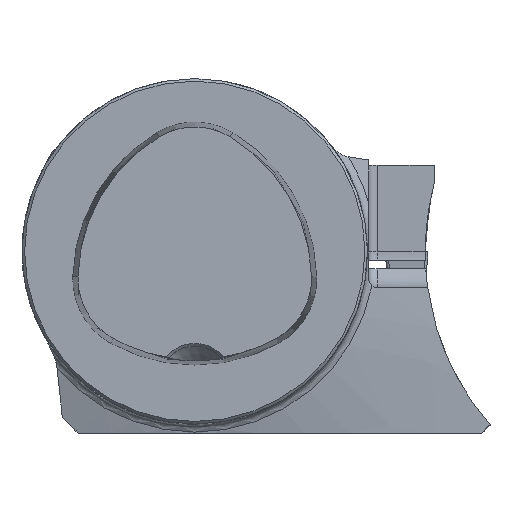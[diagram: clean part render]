
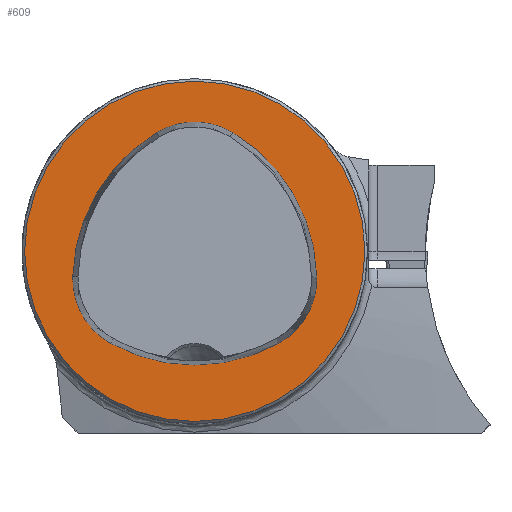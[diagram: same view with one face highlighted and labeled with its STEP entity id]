
A CAD part, top view. The second image highlights one B-rep face of the part: STEP entity #609.
In plain terms, the highlighted planar face has unit normal (0, 0, 1).
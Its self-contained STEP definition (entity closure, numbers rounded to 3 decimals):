
#110=FACE_BOUND('',#850,.T.);
#111=FACE_BOUND('',#851,.T.);
#189=PLANE('',#2328);
#609=ADVANCED_FACE('CU_FL_N1_SU_1',(#110,#111),#189,.T.);
#850=EDGE_LOOP('',(#1212,#1213,#1214,#1215,#1216,#1217));
#851=EDGE_LOOP('',(#1218));
#954=CIRCLE('',#2319,20.063);
#956=CIRCLE('',#2322,20.063);
#957=CIRCLE('',#2323,8.563);
#958=CIRCLE('',#2324,8.563);
#959=CIRCLE('',#2325,20.063);
#960=CIRCLE('',#2326,8.563);
#961=CIRCLE('',#2327,19.7);
#1212=ORIENTED_EDGE('',*,*,#1981,.F.);
#1213=ORIENTED_EDGE('',*,*,#1982,.F.);
#1214=ORIENTED_EDGE('',*,*,#1974,.F.);
#1215=ORIENTED_EDGE('',*,*,#1983,.F.);
#1216=ORIENTED_EDGE('',*,*,#1984,.F.);
#1217=ORIENTED_EDGE('',*,*,#1985,.F.);
#1218=ORIENTED_EDGE('',*,*,#1986,.T.);
#1734=VERTEX_POINT('',#3831);
#1735=VERTEX_POINT('',#3833);
#1741=VERTEX_POINT('',#3865);
#1742=VERTEX_POINT('',#3866);
#1743=VERTEX_POINT('',#3869);
#1744=VERTEX_POINT('',#3871);
#1745=VERTEX_POINT('',#3874);
#1974=EDGE_CURVE('',#1734,#1735,#954,.T.);
#1981=EDGE_CURVE('',#1741,#1742,#956,.T.);
#1982=EDGE_CURVE('',#1735,#1741,#957,.T.);
#1983=EDGE_CURVE('',#1743,#1734,#958,.T.);
#1984=EDGE_CURVE('',#1744,#1743,#959,.T.);
#1985=EDGE_CURVE('',#1742,#1744,#960,.T.);
#1986=EDGE_CURVE('',#1745,#1745,#961,.T.);
#2319=AXIS2_PLACEMENT_3D('',#3832,#2660,#2661);
#2322=AXIS2_PLACEMENT_3D('',#3864,#2667,#2668);
#2323=AXIS2_PLACEMENT_3D('',#3867,#2669,#2670);
#2324=AXIS2_PLACEMENT_3D('',#3868,#2671,#2672);
#2325=AXIS2_PLACEMENT_3D('',#3870,#2673,#2674);
#2326=AXIS2_PLACEMENT_3D('',#3872,#2675,#2676);
#2327=AXIS2_PLACEMENT_3D('',#3873,#2677,#2678);
#2328=AXIS2_PLACEMENT_3D('',#3875,#2679,#2680);
#2660=DIRECTION('',(0.,0.,1.));
#2661=DIRECTION('',(-1.,0.,0.));
#2667=DIRECTION('',(0.,0.,1.));
#2668=DIRECTION('',(-1.,0.,0.));
#2669=DIRECTION('',(0.,0.,1.));
#2670=DIRECTION('',(-1.,0.,0.));
#2671=DIRECTION('',(0.,0.,1.));
#2672=DIRECTION('',(-1.,0.,0.));
#2673=DIRECTION('',(0.,0.,1.));
#2674=DIRECTION('',(-1.,0.,0.));
#2675=DIRECTION('',(0.,0.,1.));
#2676=DIRECTION('',(-1.,0.,0.));
#2677=DIRECTION('',(0.,0.,1.));
#2678=DIRECTION('',(-1.,0.,0.));
#2679=DIRECTION('',(0.,0.,1.));
#2680=DIRECTION('',(-1.,0.,0.));
#3831=CARTESIAN_POINT('',(-9.704,-10.66,0.));
#3832=CARTESIAN_POINT('',(0.,6.9,0.));
#3833=CARTESIAN_POINT('',(9.704,-10.66,0.));
#3864=CARTESIAN_POINT('',(-5.934,-3.451,0.));
#3865=CARTESIAN_POINT('',(14.123,-2.953,0.));
#3866=CARTESIAN_POINT('',(4.418,13.735,0.));
#3867=CARTESIAN_POINT('',(5.562,-3.165,0.));
#3868=CARTESIAN_POINT('',(-5.562,-3.165,0.));
#3869=CARTESIAN_POINT('',(-14.123,-2.953,0.));
#3870=CARTESIAN_POINT('',(5.934,-3.451,0.));
#3871=CARTESIAN_POINT('',(-4.418,13.735,0.));
#3872=CARTESIAN_POINT('',(0.,6.4,0.));
#3873=CARTESIAN_POINT('',(0.,0.,0.));
#3874=CARTESIAN_POINT('',(-19.7,0.,0.));
#3875=CARTESIAN_POINT('',(0.,0.,0.));
